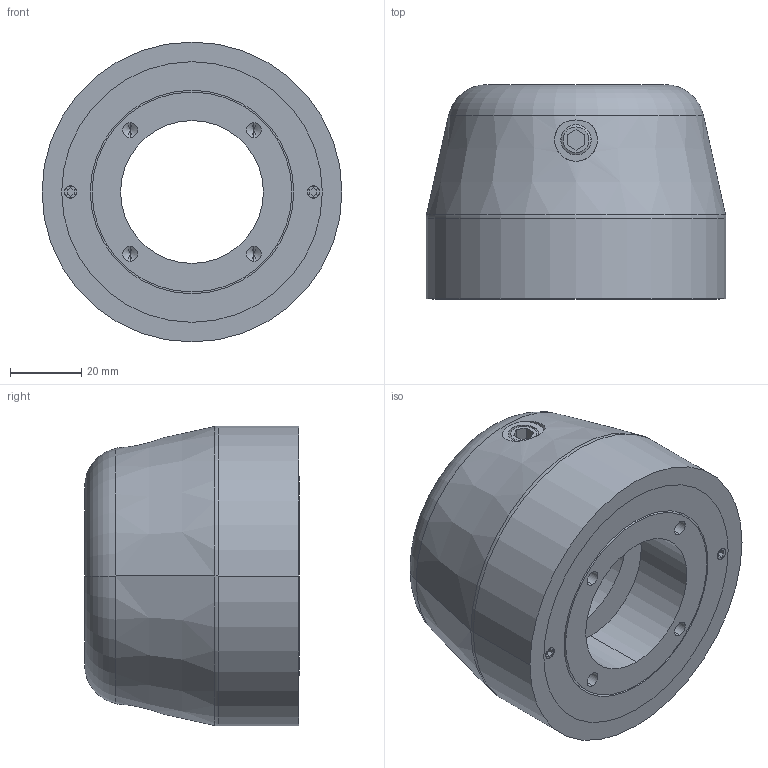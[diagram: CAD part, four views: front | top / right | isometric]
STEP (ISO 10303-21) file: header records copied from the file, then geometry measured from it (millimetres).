
FILE_DESCRIPTION((''),'2;1');
FILE_NAME('KUPPLUNG_CS-480_ASM','2010-11-09T',('M.Fehring'),(''),'PRO/ENGINEER BY PARAMETRIC TECHNOLOGY CORPORATION, 2005070','PRO/ENGINEER BY PARAMETRIC TECHNOLOGY CORPORATION, 2005070','');
FILE_SCHEMA(('AUTOMOTIVE_DESIGN_CC2 { 1 2 10303 214 -1 1 5 2 }'));
Length unit declared in the file: millimetre
Products named in the file (7): KUPPLUNGSOBERT_CS-480; LAGERFLANSCH_CS-480; 9263054000; GEWINDERING_M75_CS-480; 9263051000; 9263062000; KUPPLUNG_CS-480_ASM
Assembly tree (9 placements, depth 2):
  KUPPLUNG_CS-480_ASM
    KUPPLUNGSOBERT_CS-480
    LAGERFLANSCH_CS-480
    9263054000  x2
    GEWINDERING_M75_CS-480
    9263051000  x2
    9263062000  x2
Bounding box: 84 x 60.1 x 84 mm (x, y, z)
Volume: 173636.9 mm3; surface area: 53602.1 mm2
Topology: 9 solids, 9 shells, 174 faces, 394 edges, 244 vertices
Faces by surface type: plane 66, cylinder 58, cone 38, torus 12
Entity records: 4624 total; most frequent: CARTESIAN_POINT 808, DIRECTION 665, ORIENTED_EDGE 544, EDGE_CURVE 272, AXIS2_PLACEMENT_3D 271, PRESENTATION_STYLE_ASSIGNMENT 241, STYLED_ITEM 241, CURVE_STYLE 236
